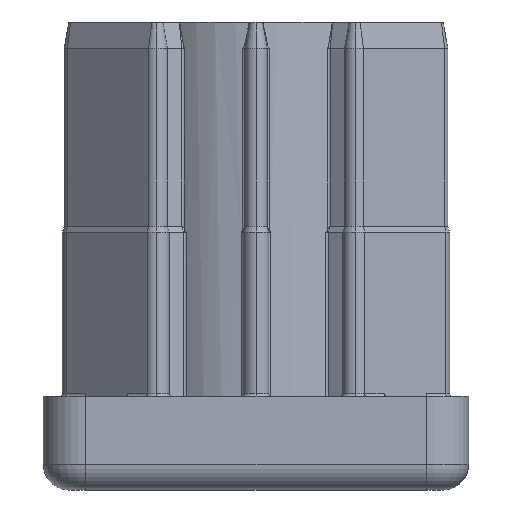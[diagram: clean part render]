
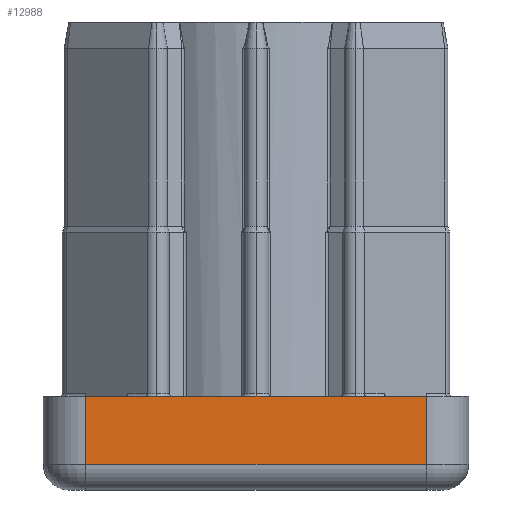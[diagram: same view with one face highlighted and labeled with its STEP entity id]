
A CAD part, left-side view. The second image highlights one B-rep face of the part: STEP entity #12988.
In plain terms, the highlighted planar face has unit normal (-1, 0, 0).
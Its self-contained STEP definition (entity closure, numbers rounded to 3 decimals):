
#2509 = DIRECTION ( 'NONE',  ( 0., -1., 0. ) ) ;
#2711 = CARTESIAN_POINT ( 'NONE',  ( -25., 20., 3. ) ) ;
#2764 = VERTEX_POINT ( 'NONE', #14700 ) ;
#3077 = EDGE_LOOP ( 'NONE', ( #5826, #13535, #10833, #14826 ) ) ;
#3108 = LINE ( 'NONE', #7408, #15717 ) ;
#3155 = FACE_OUTER_BOUND ( 'NONE', #3077, .T. ) ;
#3435 = CARTESIAN_POINT ( 'NONE',  ( -25., -20., 11. ) ) ;
#3509 = PLANE ( 'NONE',  #11582 ) ;
#3630 = CARTESIAN_POINT ( 'NONE',  ( -25., -20., 3. ) ) ;
#4071 = LINE ( 'NONE', #3630, #6961 ) ;
#4530 = EDGE_CURVE ( 'NONE', #2764, #7158, #3108, .T. ) ;
#4568 = EDGE_CURVE ( 'NONE', #2764, #4623, #15330, .T. ) ;
#4623 = VERTEX_POINT ( 'NONE', #2711 ) ;
#5043 = DIRECTION ( 'NONE',  ( 0., 0., -1. ) ) ;
#5826 = ORIENTED_EDGE ( 'NONE', *, *, #4568, .T. ) ;
#6047 = DIRECTION ( 'NONE',  ( 0., 0., -1. ) ) ;
#6868 = CARTESIAN_POINT ( 'NONE',  ( -25., -20., 3. ) ) ;
#6900 = VECTOR ( 'NONE', #10777, 1000. ) ;
#6961 = VECTOR ( 'NONE', #12229, 1000. ) ;
#7158 = VERTEX_POINT ( 'NONE', #13915 ) ;
#7408 = CARTESIAN_POINT ( 'NONE',  ( -25., -25., 11. ) ) ;
#8435 = VERTEX_POINT ( 'NONE', #6868 ) ;
#9290 = VECTOR ( 'NONE', #5043, 1000. ) ;
#10185 = LINE ( 'NONE', #3435, #6900 ) ;
#10429 = EDGE_CURVE ( 'NONE', #8435, #7158, #10185, .T. ) ;
#10777 = DIRECTION ( 'NONE',  ( 0., 0., 1. ) ) ;
#10833 = ORIENTED_EDGE ( 'NONE', *, *, #10429, .T. ) ;
#11582 = AXIS2_PLACEMENT_3D ( 'NONE', #12166, #13386, #6047 ) ;
#12166 = CARTESIAN_POINT ( 'NONE',  ( -25., -25., 11. ) ) ;
#12229 = DIRECTION ( 'NONE',  ( 0., -1., 0. ) ) ;
#12988 = ADVANCED_FACE ( 'NONE', ( #3155 ), #3509, .F. ) ;
#13386 = DIRECTION ( 'NONE',  ( 1., 0., 0. ) ) ;
#13535 = ORIENTED_EDGE ( 'NONE', *, *, #14684, .T. ) ;
#13560 = CARTESIAN_POINT ( 'NONE',  ( -25., 20., 11. ) ) ;
#13915 = CARTESIAN_POINT ( 'NONE',  ( -25., -20., 11. ) ) ;
#14684 = EDGE_CURVE ( 'NONE', #4623, #8435, #4071, .T. ) ;
#14700 = CARTESIAN_POINT ( 'NONE',  ( -25., 20., 11. ) ) ;
#14826 = ORIENTED_EDGE ( 'NONE', *, *, #4530, .F. ) ;
#15330 = LINE ( 'NONE', #13560, #9290 ) ;
#15717 = VECTOR ( 'NONE', #2509, 1000. ) ;
